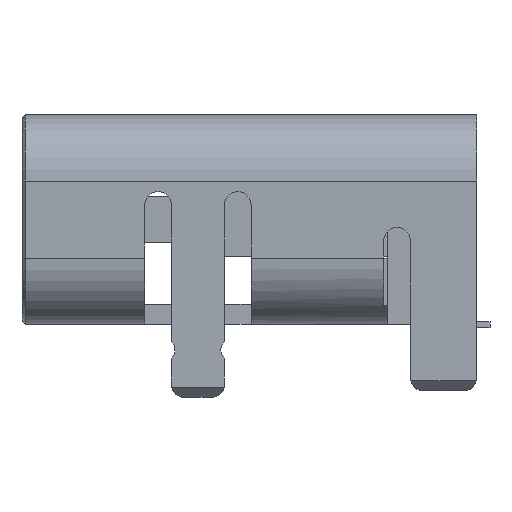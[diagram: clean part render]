
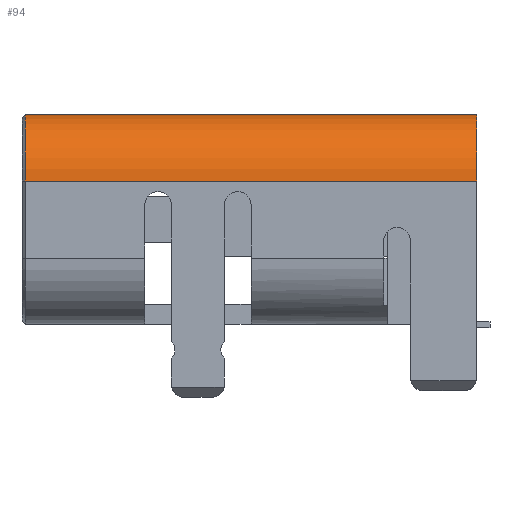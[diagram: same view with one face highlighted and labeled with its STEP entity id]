
A CAD part, left-side view. The second image highlights one B-rep face of the part: STEP entity #94.
In plain terms, the highlighted cylindrical face has radius 1 mm (diameter 2 mm), a partial arc.
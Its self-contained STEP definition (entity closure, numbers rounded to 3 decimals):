
#94 = ADVANCED_FACE ( 'NONE', ( #19356 ), #25455, .T. ) ;
#741 = DIRECTION ( 'NONE',  ( 0., 0., 1. ) ) ;
#1088 = CIRCLE ( 'NONE', #20804, 1. ) ;
#2084 = AXIS2_PLACEMENT_3D ( 'NONE', #15580, #24175, #13751 ) ;
#2534 = CARTESIAN_POINT ( 'NONE',  ( -3.475, 3.475, 3.16 ) ) ;
#2627 = DIRECTION ( 'NONE',  ( 0., -1., 0. ) ) ;
#2629 = ORIENTED_EDGE ( 'NONE', *, *, #9291, .T. ) ;
#3809 = CARTESIAN_POINT ( 'NONE',  ( -3.475, 3.525, 3.16 ) ) ;
#4860 = DIRECTION ( 'NONE',  ( 0., 0., -1. ) ) ;
#5216 = CIRCLE ( 'NONE', #17347, 1. ) ;
#7035 = EDGE_LOOP ( 'NONE', ( #19673, #7908, #2629, #18703 ) ) ;
#7264 = EDGE_CURVE ( 'NONE', #23897, #7334, #1088, .T. ) ;
#7334 = VERTEX_POINT ( 'NONE', #18692 ) ;
#7454 = DIRECTION ( 'NONE',  ( 0., 1., 0. ) ) ;
#7908 = ORIENTED_EDGE ( 'NONE', *, *, #19212, .T. ) ;
#8948 = DIRECTION ( 'NONE',  ( 0., -1., 0. ) ) ;
#9291 = EDGE_CURVE ( 'NONE', #22966, #23897, #25720, .T. ) ;
#12361 = DIRECTION ( 'NONE',  ( 0., 1., 0. ) ) ;
#13032 = CARTESIAN_POINT ( 'NONE',  ( -3.475, 3.475, 2.16 ) ) ;
#13751 = DIRECTION ( 'NONE',  ( 0., 0., -1. ) ) ;
#14978 = CARTESIAN_POINT ( 'NONE',  ( -4.475, -3.325, 2.16 ) ) ;
#15306 = CARTESIAN_POINT ( 'NONE',  ( -4.475, -3.325, 2.16 ) ) ;
#15580 = CARTESIAN_POINT ( 'NONE',  ( -3.475, 0.1, 2.16 ) ) ;
#17347 = AXIS2_PLACEMENT_3D ( 'NONE', #13032, #8948, #4860 ) ;
#18137 = CARTESIAN_POINT ( 'NONE',  ( -3.475, -3.325, 2.16 ) ) ;
#18692 = CARTESIAN_POINT ( 'NONE',  ( -3.475, -3.325, 3.16 ) ) ;
#18703 = ORIENTED_EDGE ( 'NONE', *, *, #7264, .T. ) ;
#19077 = VECTOR ( 'NONE', #2627, 1000. ) ;
#19212 = EDGE_CURVE ( 'NONE', #23502, #22966, #5216, .T. ) ;
#19262 = VECTOR ( 'NONE', #12361, 1000. ) ;
#19356 = FACE_OUTER_BOUND ( 'NONE', #7035, .T. ) ;
#19673 = ORIENTED_EDGE ( 'NONE', *, *, #20691, .T. ) ;
#20691 = EDGE_CURVE ( 'NONE', #7334, #23502, #27054, .T. ) ;
#20804 = AXIS2_PLACEMENT_3D ( 'NONE', #18137, #7454, #741 ) ;
#22966 = VERTEX_POINT ( 'NONE', #24922 ) ;
#23502 = VERTEX_POINT ( 'NONE', #2534 ) ;
#23897 = VERTEX_POINT ( 'NONE', #15306 ) ;
#24175 = DIRECTION ( 'NONE',  ( 0., -1., 0. ) ) ;
#24922 = CARTESIAN_POINT ( 'NONE',  ( -4.475, 3.475, 2.16 ) ) ;
#25455 = CYLINDRICAL_SURFACE ( 'NONE', #2084, 1. ) ;
#25720 = LINE ( 'NONE', #14978, #19077 ) ;
#27054 = LINE ( 'NONE', #3809, #19262 ) ;
